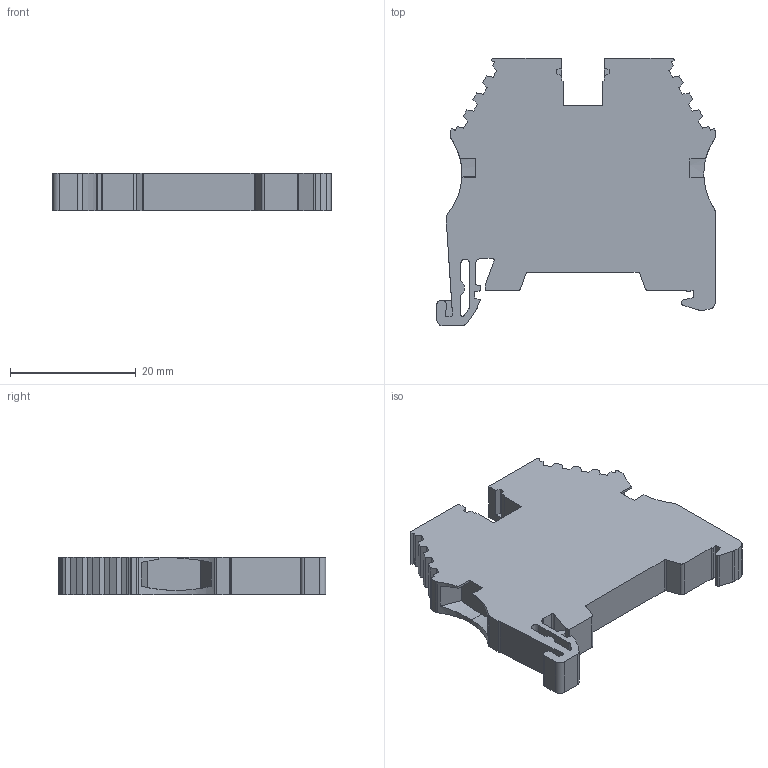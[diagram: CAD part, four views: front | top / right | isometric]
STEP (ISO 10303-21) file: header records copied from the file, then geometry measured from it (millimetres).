
FILE_DESCRIPTION (( 'STEP AP214' ), '1' );
FILE_NAME ('304133_AVK 4_Yellow.STEP', '2013-11-11T11:08:10', ( 'arge' ), ( 'Microsoft' ), 'SwSTEP 2.0', 'SolidWorks 2013', '' );
FILE_SCHEMA (( 'AUTOMOTIVE_DESIGN' ));
Length unit declared in the file: millimetre
Products named in the file (1): 304133_AVK 4_Yellow
Bounding box: 44.2 x 42.5 x 6 mm (x, y, z)
Volume: 7679.4 mm3; surface area: 4376.7 mm2
Topology: 1 solids, 2 shells, 196 faces, 570 edges, 380 vertices
Faces by surface type: plane 132, cylinder 64
Entity records: 6530 total; most frequent: CARTESIAN_POINT 1231, ORIENTED_EDGE 1140, DIRECTION 1066, EDGE_CURVE 570, VECTOR 432, LINE 432, VERTEX_POINT 380, AXIS2_PLACEMENT_3D 317
